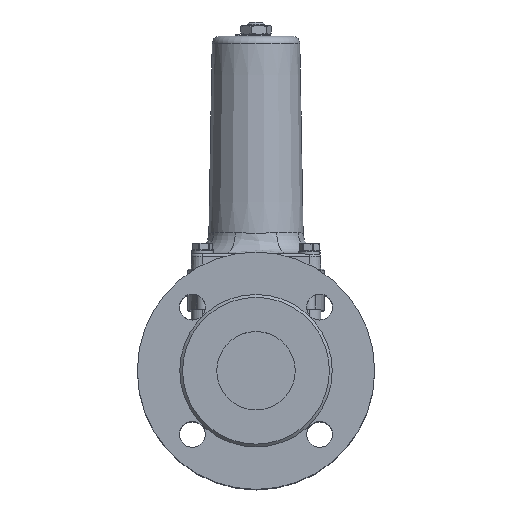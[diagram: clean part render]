
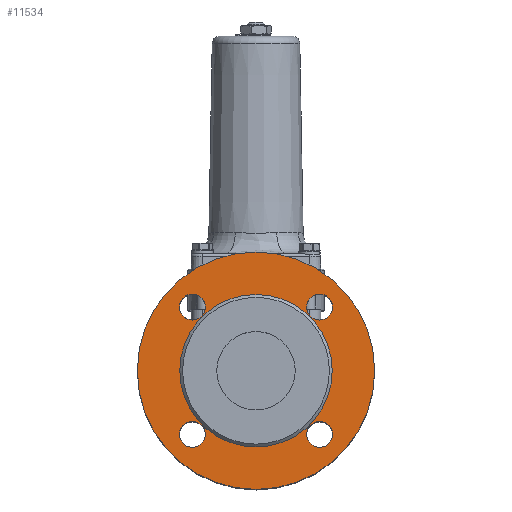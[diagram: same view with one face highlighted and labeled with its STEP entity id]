
A CAD part, top view. The second image highlights one B-rep face of the part: STEP entity #11534.
In plain terms, the highlighted planar face has unit normal (0, 0, 1).
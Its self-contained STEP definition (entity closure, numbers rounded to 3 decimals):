
#142=FACE_BOUND('',#3063,.T.);
#143=FACE_BOUND('',#3064,.T.);
#144=FACE_BOUND('',#3065,.T.);
#145=FACE_BOUND('',#3066,.T.);
#146=FACE_BOUND('',#3067,.T.);
#1619=PLANE('',#12343);
#1797=CIRCLE('',#12253,9.);
#1798=CIRCLE('',#12255,9.);
#1799=CIRCLE('',#12257,9.);
#1800=CIRCLE('',#12259,9.);
#1802=CIRCLE('',#12262,82.5);
#1841=CIRCLE('',#12342,53.);
#2319=FACE_OUTER_BOUND('',#3062,.T.);
#3062=EDGE_LOOP('',(#7715));
#3063=EDGE_LOOP('',(#7716));
#3064=EDGE_LOOP('',(#7717));
#3065=EDGE_LOOP('',(#7718));
#3066=EDGE_LOOP('',(#7719));
#3067=EDGE_LOOP('',(#7720));
#4479=VERTEX_POINT('',#18285);
#4482=VERTEX_POINT('',#18329);
#4485=VERTEX_POINT('',#18373);
#4488=VERTEX_POINT('',#18417);
#4493=VERTEX_POINT('',#18464);
#4585=VERTEX_POINT('',#19055);
#5664=EDGE_CURVE('',#4479,#4479,#1797,.T.);
#5668=EDGE_CURVE('',#4482,#4482,#1798,.T.);
#5672=EDGE_CURVE('',#4485,#4485,#1799,.T.);
#5676=EDGE_CURVE('',#4488,#4488,#1800,.T.);
#5682=EDGE_CURVE('',#4493,#4493,#1802,.T.);
#5794=EDGE_CURVE('',#4585,#4585,#1841,.T.);
#7715=ORIENTED_EDGE('',*,*,#5682,.T.);
#7716=ORIENTED_EDGE('',*,*,#5664,.T.);
#7717=ORIENTED_EDGE('',*,*,#5668,.T.);
#7718=ORIENTED_EDGE('',*,*,#5672,.T.);
#7719=ORIENTED_EDGE('',*,*,#5676,.T.);
#7720=ORIENTED_EDGE('',*,*,#5794,.F.);
#11534=ADVANCED_FACE('',(#2319,#142,#143,#144,#145,#146),#1619,.F.);
#12253=AXIS2_PLACEMENT_3D('',#18286,#13340,#13341);
#12255=AXIS2_PLACEMENT_3D('',#18330,#13345,#13346);
#12257=AXIS2_PLACEMENT_3D('',#18374,#13350,#13351);
#12259=AXIS2_PLACEMENT_3D('',#18418,#13355,#13356);
#12262=AXIS2_PLACEMENT_3D('',#18466,#13363,#13364);
#12342=AXIS2_PLACEMENT_3D('',#19056,#13566,#13567);
#12343=AXIS2_PLACEMENT_3D('',#19058,#13569,#13570);
#13340=DIRECTION('center_axis',(0.,0.,
-1.));
#13341=DIRECTION('ref_axis',(0.,1.,0.));
#13345=DIRECTION('center_axis',(0.,0.,
-1.));
#13346=DIRECTION('ref_axis',(-1.,0.,0.));
#13350=DIRECTION('center_axis',(0.,0.,
-1.));
#13351=DIRECTION('ref_axis',(0.,-1.,0.));
#13355=DIRECTION('center_axis',(0.,0.,
-1.));
#13356=DIRECTION('ref_axis',(1.,0.,0.));
#13363=DIRECTION('center_axis',(0.,0.,
1.));
#13364=DIRECTION('ref_axis',(1.,0.,0.));
#13566=DIRECTION('center_axis',(0.,0.,
1.));
#13567=DIRECTION('ref_axis',(1.,0.,0.));
#13569=DIRECTION('center_axis',(0.,0.,
-1.));
#13570=DIRECTION('ref_axis',(-1.,0.,0.));
#18285=CARTESIAN_POINT('',(-44.194,35.194,113.));
#18286=CARTESIAN_POINT('Origin',(-44.194,44.194,113.));
#18329=CARTESIAN_POINT('',(-35.194,-44.194,113.));
#18330=CARTESIAN_POINT('Origin',(-44.194,-44.194,113.));
#18373=CARTESIAN_POINT('',(44.194,-35.194,113.));
#18374=CARTESIAN_POINT('Origin',(44.194,-44.194,113.));
#18417=CARTESIAN_POINT('',(35.194,44.194,113.));
#18418=CARTESIAN_POINT('Origin',(44.194,44.194,113.));
#18464=CARTESIAN_POINT('',(0.,-82.5,113.));
#18466=CARTESIAN_POINT('Origin',(0.,0.,
113.));
#19055=CARTESIAN_POINT('',(0.,-53.,113.));
#19056=CARTESIAN_POINT('Origin',(0.,0.,
113.));
#19058=CARTESIAN_POINT('Origin',(0.,82.5,113.));
